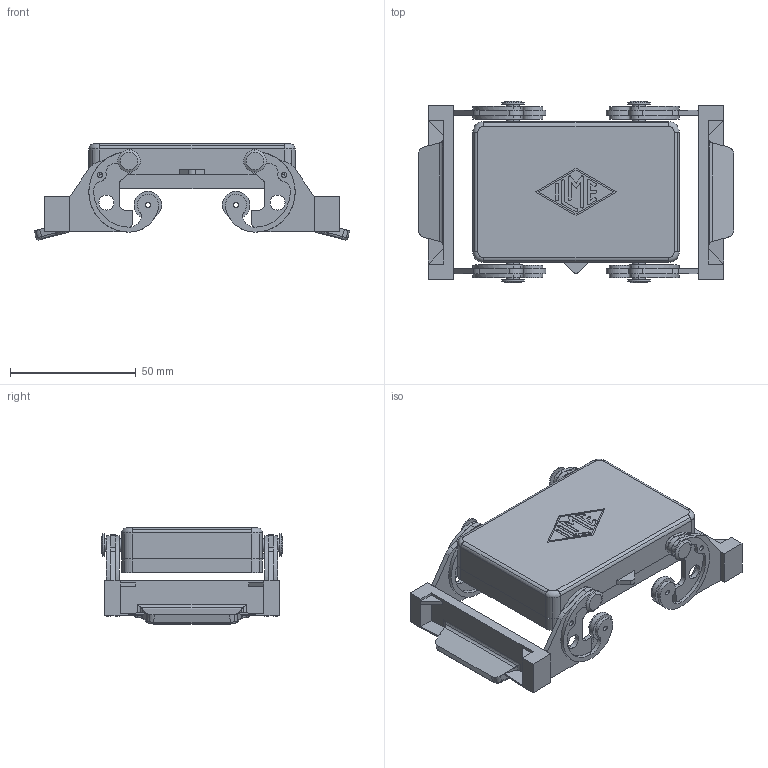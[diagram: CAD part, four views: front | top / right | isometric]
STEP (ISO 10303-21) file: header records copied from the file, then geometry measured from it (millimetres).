
FILE_DESCRIPTION((''),'2;1');
FILE_NAME('CHCW 50 G.stp','2006-12-13T11:26:07',('gembarski'),(''),'Autodesk Inventor 7','Autodesk Inventor 7','');
FILE_SCHEMA(('AUTOMOTIVE_DESIGN { 1 0 10303 214 1 1 1 1 }'));
Length unit declared in the file: millimetre
Products named in the file (1): CHCW 50 G
Bounding box: 125.41 x 72 x 38.2 mm (x, y, z)
Volume: 53349.1 mm3; surface area: 34946.3 mm2
Topology: 1 solids, 1 shells, 545 faces, 1467 edges, 948 vertices
Faces by surface type: bspline 198, cylinder 191, plane 148, cone 4, torus 4
Entity records: 19638 total; most frequent: CARTESIAN_POINT 5983, ORIENTED_EDGE 2934, DIRECTION 2809, EDGE_CURVE 1467, AXIS2_PLACEMENT_3D 1010, VERTEX_POINT 948, VECTOR 789, LINE 789
